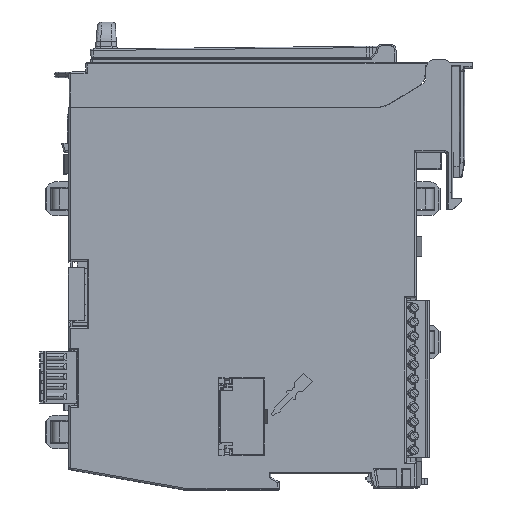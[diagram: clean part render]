
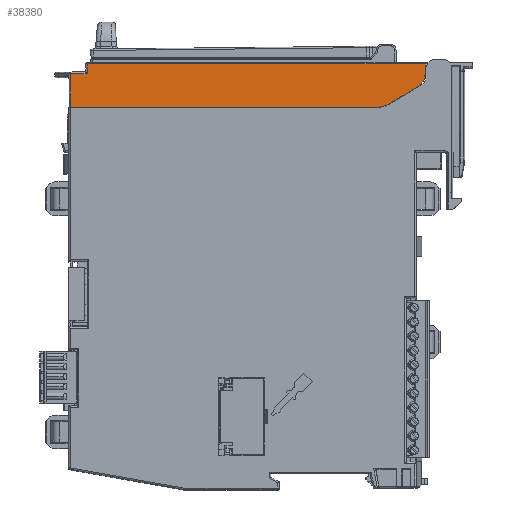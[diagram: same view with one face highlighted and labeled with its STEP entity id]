
A CAD part, left-side view. The second image highlights one B-rep face of the part: STEP entity #38380.
In plain terms, the highlighted planar face has unit normal (-1, 0, 0.009).
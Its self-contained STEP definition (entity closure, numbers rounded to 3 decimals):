
#33283=CARTESIAN_POINT('',(0.,-7.653,-12.4));
#33777=DIRECTION('',(0.,1.,0.));
#33778=VECTOR('',#33777,120.33);
#33779=CARTESIAN_POINT('',(0.135,-133.882,
3.104));
#33780=LINE('',#33779,#33778);
#34396=CARTESIAN_POINT('',(0.135,-133.882,
3.104));
#34419=CARTESIAN_POINT('',(0.102,-133.851,
-0.715));
#34420=CARTESIAN_POINT('',(0.094,-133.835,
-1.63));
#34421=CARTESIAN_POINT('',(0.08,-133.345,
-3.198));
#34422=CARTESIAN_POINT('',(0.07,-132.243,
-4.415));
#34423=CARTESIAN_POINT('',(0.066,-131.462,
-4.892));
#34425=DIRECTION('',(-0.005,0.853,-0.522));
#34426=VECTOR('',#34425,11.56);
#34427=CARTESIAN_POINT('',(0.066,-131.462,
-4.892));
#34428=LINE('',#34427,#34426);
#34429=CARTESIAN_POINT('',(0.013,-121.603,
-10.929));
#34430=CARTESIAN_POINT('',(0.004,-120.001,
-11.909));
#34431=CARTESIAN_POINT('',(0.,-118.261,-12.4));
#34432=CARTESIAN_POINT('',(0.,-116.382,-12.4));
#34434=DIRECTION('',(0.,1.,0.));
#34435=VECTOR('',#34434,108.729);
#34436=CARTESIAN_POINT('',(0.,-116.382,-12.4));
#34437=LINE('',#34436,#34435);
#34438=DIRECTION('',(0.009,0.012,1.));
#34439=VECTOR('',#34438,12.006);
#34440=CARTESIAN_POINT('',(0.,-7.653,
-12.4));
#34441=LINE('',#34440,#34439);
#34442=DIRECTION('',(0.009,-0.017,1.));
#34443=VECTOR('',#34442,3.501);
#34444=CARTESIAN_POINT('',(0.105,-13.491,
-0.396));
#34445=LINE('',#34444,#34443);
#34446=DIRECTION('',(-0.009,-0.017,-1.));
#34447=VECTOR('',#34446,1.005);
#34448=CARTESIAN_POINT('',(0.135,-133.882,
3.104));
#34449=LINE('',#34448,#34447);
#34450=DIRECTION('',(-0.009,0.017,-1.));
#34451=VECTOR('',#34450,2.816);
#34452=CARTESIAN_POINT('',(0.127,-133.9,2.1));
#34453=LINE('',#34452,#34451);
#34971=DIRECTION('',(0.,1.,0.));
#34972=VECTOR('',#34971,5.985);
#34973=CARTESIAN_POINT('',(0.105,-13.491,
-0.396));
#34974=LINE('',#34973,#34972);
#36138=CARTESIAN_POINT('',(0.102,-133.851,
-0.715));
#36139=VERTEX_POINT('',#36138);
#36140=CARTESIAN_POINT('',(0.127,-133.9,2.1));
#36141=VERTEX_POINT('',#36140);
#36250=VERTEX_POINT('',#33283);
#36251=CARTESIAN_POINT('',(0.,-116.382,-12.4));
#36252=VERTEX_POINT('',#36251);
#36268=CARTESIAN_POINT('',(0.105,-7.506,
-0.396));
#36269=VERTEX_POINT('',#36268);
#36391=CARTESIAN_POINT('',(0.135,-13.552,
3.104));
#36392=VERTEX_POINT('',#36391);
#36395=VERTEX_POINT('',#34396);
#36530=CARTESIAN_POINT('',(0.066,-131.462,
-4.892));
#36531=VERTEX_POINT('',#36530);
#36532=CARTESIAN_POINT('',(0.013,-121.603,
-10.929));
#36533=VERTEX_POINT('',#36532);
#36534=CARTESIAN_POINT('',(0.105,-13.491,
-0.396));
#36535=VERTEX_POINT('',#36534);
#38357=CARTESIAN_POINT('',(0.,-5.856,-12.4));
#38358=DIRECTION('',(-1.,0.,0.009));
#38359=DIRECTION('',(0.,-1.,0.));
#38360=AXIS2_PLACEMENT_3D('',#38357,#38358,#38359);
#38361=PLANE('',#38360);
#38363=ORIENTED_EDGE('',*,*,#38362,.T.);
#38365=ORIENTED_EDGE('',*,*,#38364,.T.);
#38367=ORIENTED_EDGE('',*,*,#38366,.T.);
#38368=ORIENTED_EDGE('',*,*,#36718,.T.);
#38369=ORIENTED_EDGE('',*,*,#36749,.T.);
#38371=ORIENTED_EDGE('',*,*,#38370,.F.);
#38373=ORIENTED_EDGE('',*,*,#38372,.T.);
#38374=ORIENTED_EDGE('',*,*,#37489,.F.);
#38375=ORIENTED_EDGE('',*,*,#38352,.T.);
#38377=ORIENTED_EDGE('',*,*,#38376,.T.);
#38378=EDGE_LOOP('',(#38363,#38365,#38367,#38368,#38369,#38371,#38373,#38374,
#38375,#38377));
#38379=FACE_OUTER_BOUND('',#38378,.F.);
#38380=ADVANCED_FACE('',(#38379),#38361,.T.);
#34424=B_SPLINE_CURVE_WITH_KNOTS('',3,(#34419,#34420,#34421,#34422,#34423),
.UNSPECIFIED.,.F.,.F.,(4,1,4),(0.,0.5,1.),.UNSPECIFIED.);
#34433=B_SPLINE_CURVE_WITH_KNOTS('',3,(#34429,#34430,#34431,#34432),
.UNSPECIFIED.,.F.,.F.,(4,4),(0.,1.),.UNSPECIFIED.);
#36718=EDGE_CURVE('',#36252,#36250,#34437,.T.);
#36749=EDGE_CURVE('',#36250,#36269,#34441,.T.);
#37489=EDGE_CURVE('',#36395,#36392,#33780,.T.);
#38352=EDGE_CURVE('',#36395,#36141,#34449,.T.);
#38362=EDGE_CURVE('',#36139,#36531,#34424,.T.);
#38364=EDGE_CURVE('',#36531,#36533,#34428,.T.);
#38366=EDGE_CURVE('',#36533,#36252,#34433,.T.);
#38370=EDGE_CURVE('',#36535,#36269,#34974,.T.);
#38372=EDGE_CURVE('',#36535,#36392,#34445,.T.);
#38376=EDGE_CURVE('',#36141,#36139,#34453,.T.);
